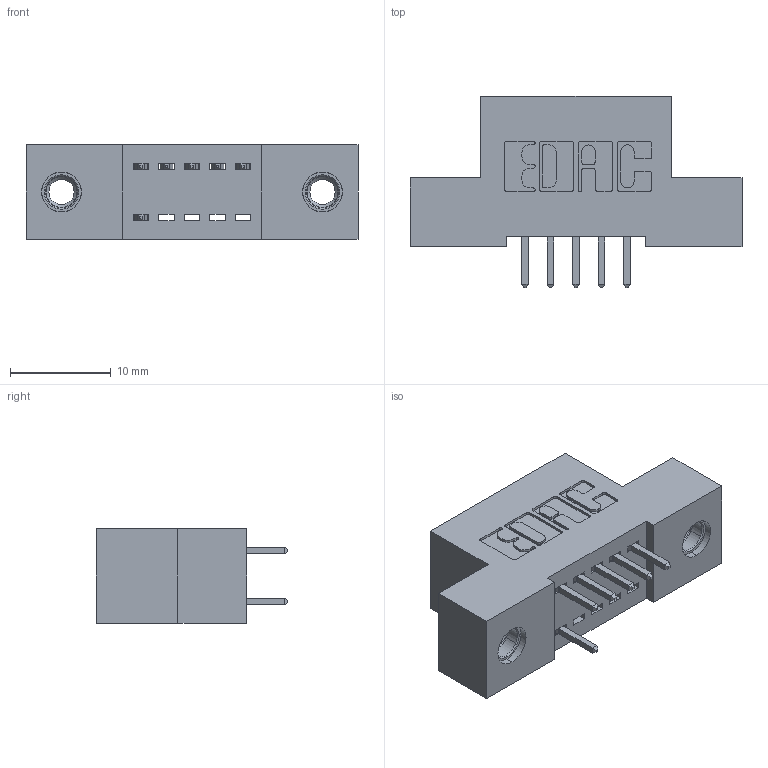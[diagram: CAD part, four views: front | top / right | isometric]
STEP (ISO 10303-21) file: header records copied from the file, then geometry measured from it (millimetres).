
FILE_DESCRIPTION (( 'STEP AP203' ), '1' );
FILE_NAME ('392-010-521-207.STEP', '2018-08-14T20:12:16', ( '' ), ( '' ), 'SwSTEP 2.0', 'SolidWorks 2016', '' );
FILE_SCHEMA (( 'CONFIG_CONTROL_DESIGN' ));
Length unit declared in the file: inch
Products named in the file (4): 345-292-001_345-293-121; 345-250-001_345-250-005-103; 392-010-521-207; 342 Part_TI
Assembly tree (9 placements, depth 2):
  392-010-521-207
    342 Part_TI
    345-292-001_345-293-121  x6
    345-250-001_345-250-005-103  x2
Bounding box: 33.02 x 19.06 x 9.4 mm (x, y, z)
Volume: 2740.6 mm3; surface area: 3359.5 mm2
Topology: 9 solids, 9 shells, 506 faces, 1449 edges, 950 vertices
Faces by surface type: plane 338, cylinder 152, cone 12, torus 4
Entity records: 8946 total; most frequent: CARTESIAN_POINT 1525, ORIENTED_EDGE 1458, DIRECTION 1395, EDGE_CURVE 729, LINE 581, VECTOR 581, VERTEX_POINT 480, AXIS2_PLACEMENT_3D 407
